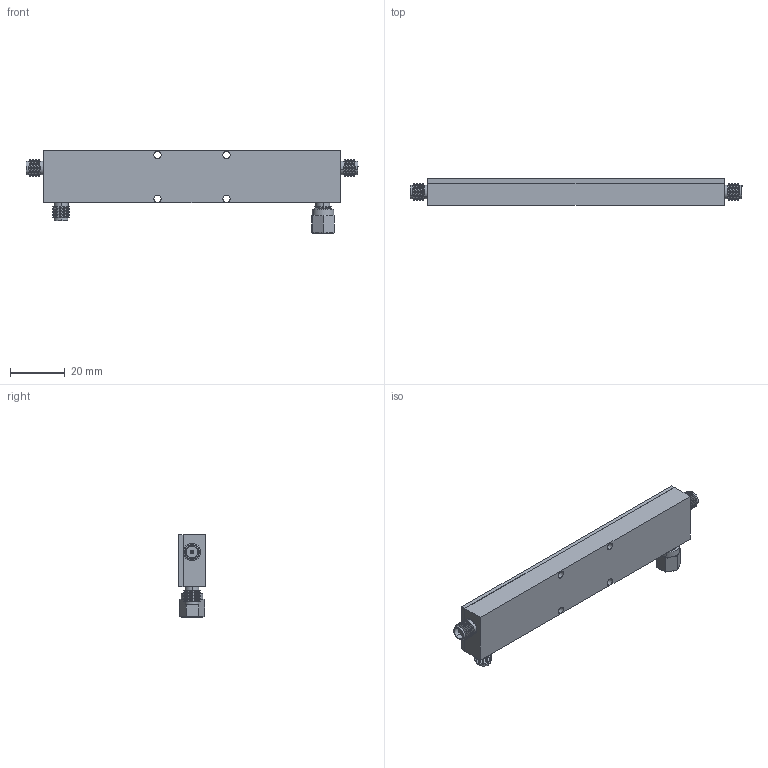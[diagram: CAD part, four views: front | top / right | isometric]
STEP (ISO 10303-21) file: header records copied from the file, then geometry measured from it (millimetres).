
FILE_DESCRIPTION (( 'STEP AP214' ), '1' );
FILE_NAME ('DCS 1028_D.STEP', '2022-08-01T18:01:56', ( '' ), ( '' ), 'SwSTEP 2.0', 'SolidWorks 2021', '' );
FILE_SCHEMA (( 'AUTOMOTIVE_DESIGN' ));
Length unit declared in the file: inch
Products named in the file (1): DCS 1028_D
Bounding box: 120.75 x 9.65 x 30.15 mm (x, y, z)
Volume: 20390.7 mm3; surface area: 13847.5 mm2
Topology: 15 solids, 15 shells, 1078 faces, 2744 edges, 1710 vertices
Faces by surface type: cylinder 568, plane 263, cone 144, bspline 87, sphere 14, torus 2
Entity records: 43077 total; most frequent: CARTESIAN_POINT 10236, DIRECTION 5812, ORIENTED_EDGE 5424, EDGE_CURVE 2712, AXIS2_PLACEMENT_3D 2266, VERTEX_POINT 1710, LINE 1280, VECTOR 1280
